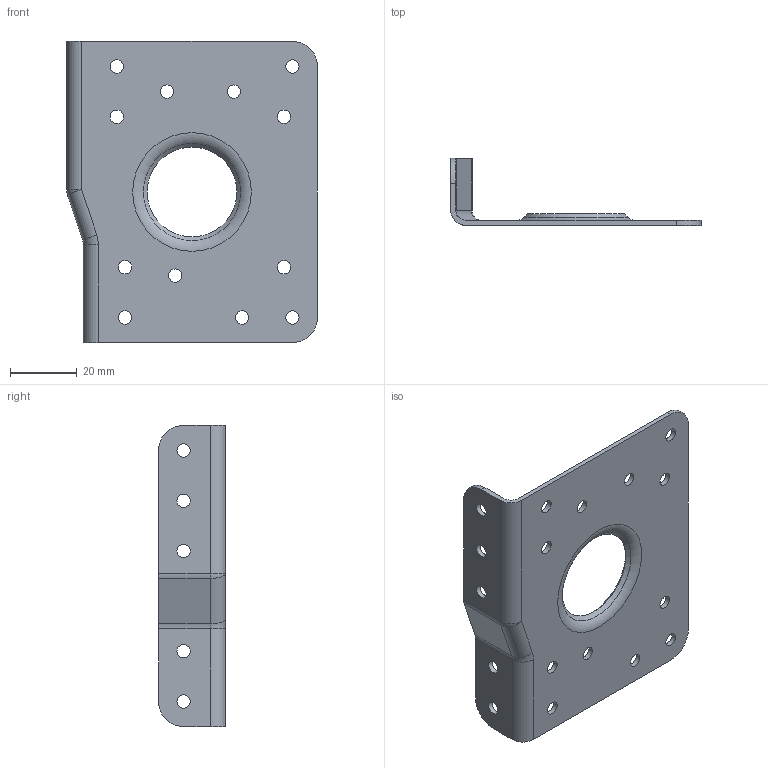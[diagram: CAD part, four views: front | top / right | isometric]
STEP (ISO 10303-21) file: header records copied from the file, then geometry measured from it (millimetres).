
FILE_DESCRIPTION(/* description */ (''),/* implementation_level */ '2;1');
FILE_NAME(/* name */ 'Val3.stp',/* time_stamp */ '2020-12-28T14:57:04-05:00',/* author */ ('Morty'),/* organization */ (''),/* preprocessor_version */ 'ST-DEVELOPER v18.1',/* originating_system */ 'Autodesk Inventor 2021',/* authorisation */ '');
FILE_SCHEMA (('AUTOMOTIVE_DESIGN { 1 0 10303 214 3 1 1 }'));
Length unit declared in the file: millimetre
Products named in the file (1): Val3
Bounding box: 75 x 20 x 90 mm (x, y, z)
Volume: 10937.9 mm3; surface area: 15554.6 mm2
Topology: 1 solids, 1 shells, 52 faces, 138 edges, 88 vertices
Faces by surface type: cylinder 31, plane 12, torus 4, cone 3, sphere 2
Full cylindrical faces by diameter (mm): 4 x17
Entity records: 1753 total; most frequent: DIRECTION 318, CARTESIAN_POINT 279, ORIENTED_EDGE 276, EDGE_CURVE 138, AXIS2_PLACEMENT_3D 127, EDGE_LOOP 88, VERTEX_POINT 88, CIRCLE 74
